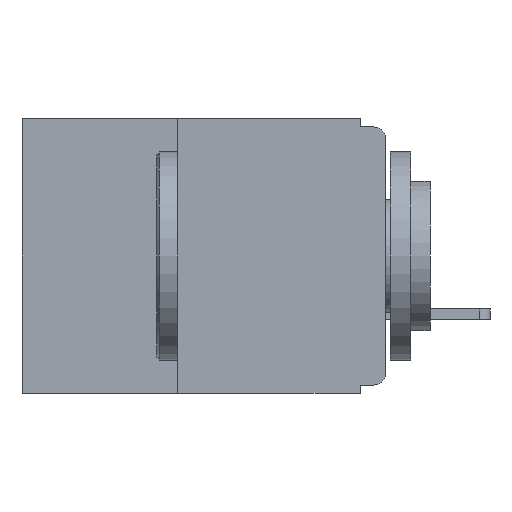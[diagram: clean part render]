
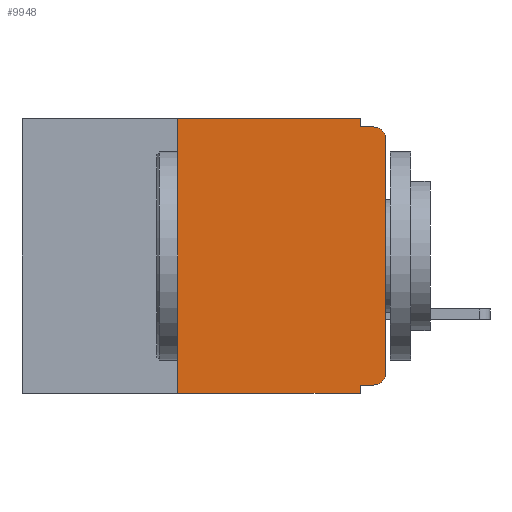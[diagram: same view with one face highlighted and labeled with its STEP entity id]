
A CAD part, left-side view. The second image highlights one B-rep face of the part: STEP entity #9948.
In plain terms, the highlighted planar face has unit normal (-1, 0, 0).
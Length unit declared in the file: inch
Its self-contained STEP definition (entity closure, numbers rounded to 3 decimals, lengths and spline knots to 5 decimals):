
#53 = CARTESIAN_POINT ( 'NONE',  ( 0., 0.015, -0.32 ) ) ;
#269 = VECTOR ( 'NONE', #23066, 39.37008 ) ;
#361 = VERTEX_POINT ( 'NONE', #15303 ) ;
#561 = EDGE_CURVE ( 'NONE', #5388, #863, #15016, .T. ) ;
#863 = VERTEX_POINT ( 'NONE', #22180 ) ;
#1196 = LINE ( 'NONE', #16503, #8565 ) ;
#1902 = VECTOR ( 'NONE', #25680, 39.37008 ) ;
#2103 = VERTEX_POINT ( 'NONE', #4459 ) ;
#2724 = CARTESIAN_POINT ( 'NONE',  ( 0., 0., -0.32 ) ) ;
#3023 = CARTESIAN_POINT ( 'NONE',  ( 0., 0., -0.025 ) ) ;
#3210 = EDGE_CURVE ( 'NONE', #18712, #11630, #6710, .T. ) ;
#3976 = EDGE_CURVE ( 'NONE', #18712, #18999, #32771, .T. ) ;
#4342 = EDGE_CURVE ( 'NONE', #361, #6274, #8495, .T. ) ;
#4399 = CARTESIAN_POINT ( 'NONE',  ( 0., 0.031, -0.01 ) ) ;
#4459 = CARTESIAN_POINT ( 'NONE',  ( 0., 0., -0.305 ) ) ;
#5388 = VERTEX_POINT ( 'NONE', #3023 ) ;
#5526 = DIRECTION ( 'NONE',  ( 0., 1., 0. ) ) ;
#5805 = ORIENTED_EDGE ( 'NONE', *, *, #29198, .T. ) ;
#6002 = VERTEX_POINT ( 'NONE', #19207 ) ;
#6120 = CIRCLE ( 'NONE', #28535, 0.015 ) ;
#6274 = VERTEX_POINT ( 'NONE', #4399 ) ;
#6390 = DIRECTION ( 'NONE',  ( 0., 0., -1. ) ) ;
#6710 = LINE ( 'NONE', #25650, #26483 ) ;
#6769 = CARTESIAN_POINT ( 'NONE',  ( 0., 0.031, -0.33 ) ) ;
#6824 = CARTESIAN_POINT ( 'NONE',  ( 0., 0.437, 0. ) ) ;
#7798 = VERTEX_POINT ( 'NONE', #53 ) ;
#8176 = VECTOR ( 'NONE', #34252, 39.37008 ) ;
#8300 = EDGE_CURVE ( 'NONE', #6274, #863, #15420, .T. ) ;
#8408 = LINE ( 'NONE', #6824, #1902 ) ;
#8495 = LINE ( 'NONE', #23904, #269 ) ;
#8565 = VECTOR ( 'NONE', #29720, 39.37008 ) ;
#9948 = ADVANCED_FACE ( 'NONE', ( #12803 ), #11777, .F. ) ;
#10271 = CARTESIAN_POINT ( 'NONE',  ( 0., 0., -0.01 ) ) ;
#11014 = AXIS2_PLACEMENT_3D ( 'NONE', #14516, #33079, #17266 ) ;
#11630 = VERTEX_POINT ( 'NONE', #19043 ) ;
#11777 = PLANE ( 'NONE',  #11014 ) ;
#11952 = EDGE_CURVE ( 'NONE', #7798, #2103, #6120, .T. ) ;
#12485 = VECTOR ( 'NONE', #32324, 39.37008 ) ;
#12581 = ORIENTED_EDGE ( 'NONE', *, *, #21833, .F. ) ;
#12803 = FACE_OUTER_BOUND ( 'NONE', #21939, .T. ) ;
#13322 = LINE ( 'NONE', #29695, #12485 ) ;
#14516 = CARTESIAN_POINT ( 'NONE',  ( 0., 0.437, 0. ) ) ;
#14973 = DIRECTION ( 'NONE',  ( -1., 0., 0. ) ) ;
#15016 = CIRCLE ( 'NONE', #27987, 0.015 ) ;
#15255 = ORIENTED_EDGE ( 'NONE', *, *, #3976, .T. ) ;
#15303 = CARTESIAN_POINT ( 'NONE',  ( 0., 0.031, 0. ) ) ;
#15420 = LINE ( 'NONE', #10271, #8176 ) ;
#16452 = CARTESIAN_POINT ( 'NONE',  ( 0., 0.25, -0.33 ) ) ;
#16503 = CARTESIAN_POINT ( 'NONE',  ( 0., 0.031, -0.33 ) ) ;
#17266 = DIRECTION ( 'NONE',  ( 0., 0., -1. ) ) ;
#18712 = VERTEX_POINT ( 'NONE', #16452 ) ;
#18753 = VECTOR ( 'NONE', #30088, 39.37008 ) ;
#18999 = VERTEX_POINT ( 'NONE', #6769 ) ;
#19043 = CARTESIAN_POINT ( 'NONE',  ( 0., 0.25, 0. ) ) ;
#19207 = CARTESIAN_POINT ( 'NONE',  ( 0., 0.031, -0.32 ) ) ;
#20557 = ORIENTED_EDGE ( 'NONE', *, *, #24385, .F. ) ;
#20576 = ORIENTED_EDGE ( 'NONE', *, *, #11952, .T. ) ;
#21833 = EDGE_CURVE ( 'NONE', #6002, #18999, #1196, .T. ) ;
#21939 = EDGE_LOOP ( 'NONE', ( #5805, #30119, #31769, #26673, #20557, #30552, #15255, #12581, #25462, #20576 ) ) ;
#22180 = CARTESIAN_POINT ( 'NONE',  ( 0., 0.015, -0.01 ) ) ;
#22673 = DIRECTION ( 'NONE',  ( -1., 0., 0. ) ) ;
#23066 = DIRECTION ( 'NONE',  ( 0., 0., -1. ) ) ;
#23904 = CARTESIAN_POINT ( 'NONE',  ( 0., 0.031, 0. ) ) ;
#24385 = EDGE_CURVE ( 'NONE', #11630, #361, #8408, .T. ) ;
#25325 = DIRECTION ( 'NONE',  ( 0., 0., 1. ) ) ;
#25462 = ORIENTED_EDGE ( 'NONE', *, *, #28550, .F. ) ;
#25650 = CARTESIAN_POINT ( 'NONE',  ( 0., 0.25, -0.33 ) ) ;
#25680 = DIRECTION ( 'NONE',  ( 0., -1., 0. ) ) ;
#25700 = CARTESIAN_POINT ( 'NONE',  ( 0., 0.015, -0.025 ) ) ;
#26483 = VECTOR ( 'NONE', #25325, 39.37008 ) ;
#26673 = ORIENTED_EDGE ( 'NONE', *, *, #4342, .F. ) ;
#27987 = AXIS2_PLACEMENT_3D ( 'NONE', #25700, #22673, #6390 ) ;
#28024 = VECTOR ( 'NONE', #5526, 39.37008 ) ;
#28535 = AXIS2_PLACEMENT_3D ( 'NONE', #30899, #14973, #33506 ) ;
#28550 = EDGE_CURVE ( 'NONE', #7798, #6002, #28815, .T. ) ;
#28815 = LINE ( 'NONE', #2724, #28024 ) ;
#29198 = EDGE_CURVE ( 'NONE', #2103, #5388, #13322, .T. ) ;
#29695 = CARTESIAN_POINT ( 'NONE',  ( 0., 0., 0. ) ) ;
#29720 = DIRECTION ( 'NONE',  ( 0., 0., -1. ) ) ;
#30088 = DIRECTION ( 'NONE',  ( 0., -1., 0. ) ) ;
#30119 = ORIENTED_EDGE ( 'NONE', *, *, #561, .T. ) ;
#30275 = CARTESIAN_POINT ( 'NONE',  ( 0., 0.437, -0.33 ) ) ;
#30552 = ORIENTED_EDGE ( 'NONE', *, *, #3210, .F. ) ;
#30899 = CARTESIAN_POINT ( 'NONE',  ( 0., 0.015, -0.305 ) ) ;
#31769 = ORIENTED_EDGE ( 'NONE', *, *, #8300, .F. ) ;
#32324 = DIRECTION ( 'NONE',  ( 0., 0., 1. ) ) ;
#32771 = LINE ( 'NONE', #30275, #18753 ) ;
#33079 = DIRECTION ( 'NONE',  ( 1., 0., 0. ) ) ;
#33506 = DIRECTION ( 'NONE',  ( 0., 0., -1. ) ) ;
#34252 = DIRECTION ( 'NONE',  ( 0., -1., 0. ) ) ;
